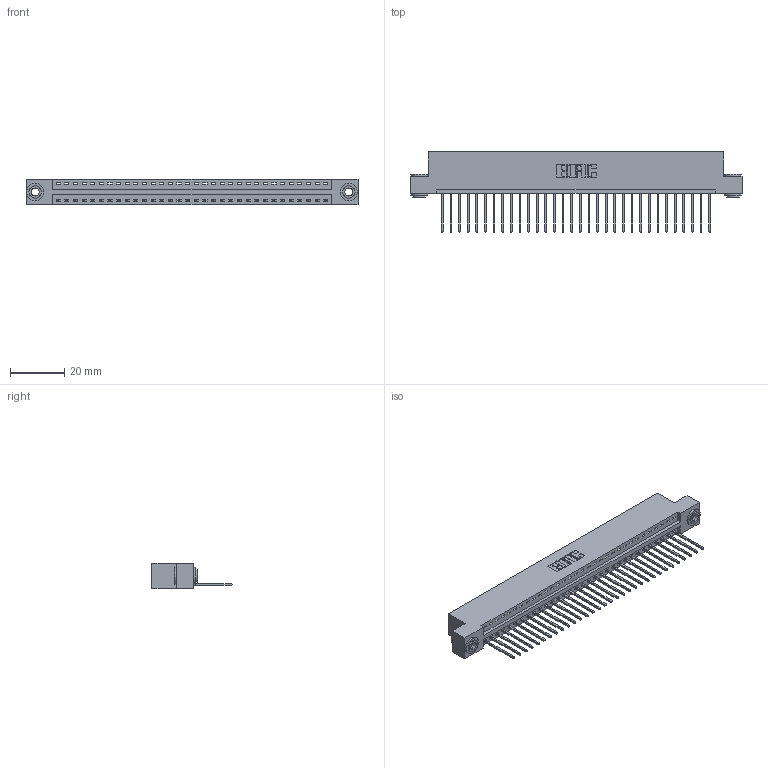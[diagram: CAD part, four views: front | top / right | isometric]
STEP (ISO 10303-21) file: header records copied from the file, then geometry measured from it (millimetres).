
FILE_DESCRIPTION (( 'STEP AP203' ), '1' );
FILE_NAME ('346-032-540-103.STEP', '2022-05-06T18:27:09', ( '' ), ( '' ), 'SwSTEP 2.0', 'SolidWorks 2020', '' );
FILE_SCHEMA (( 'CONFIG_CONTROL_DESIGN' ));
Length unit declared in the file: inch
Products named in the file (4): 346-032-540-103; 346 Part_Flush Mounting Lugs - 0.156 Dia-TH; 345-250-002_345-250-002-102; 345-292-001_345-293-140
Assembly tree (35 placements, depth 2):
  346-032-540-103
    346 Part_Flush Mounting Lugs - 0.156 Dia-TH
    345-292-001_345-293-140  x32
    345-250-002_345-250-002-102  x2
Bounding box: 122.17 x 29.46 x 9.4 mm (x, y, z)
Volume: 11670.5 mm3; surface area: 15046.5 mm2
Topology: 35 solids, 35 shells, 2030 faces, 6073 edges, 4002 vertices
Faces by surface type: plane 1380, cylinder 642, cone 8
Entity records: 22290 total; most frequent: CARTESIAN_POINT 3805, ORIENTED_EDGE 3762, DIRECTION 3399, EDGE_CURVE 1881, VECTOR 1597, LINE 1597, VERTEX_POINT 1250, AXIS2_PLACEMENT_3D 901
